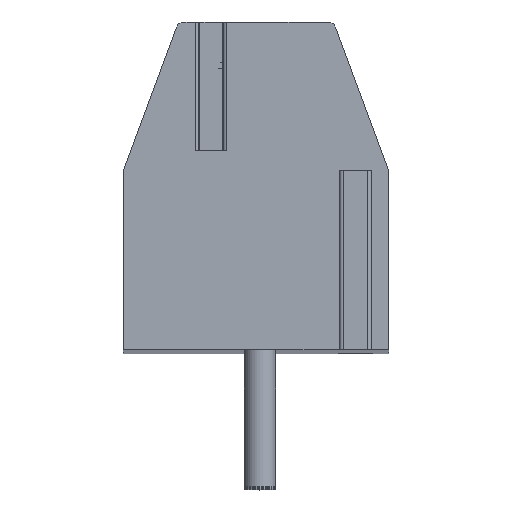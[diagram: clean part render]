
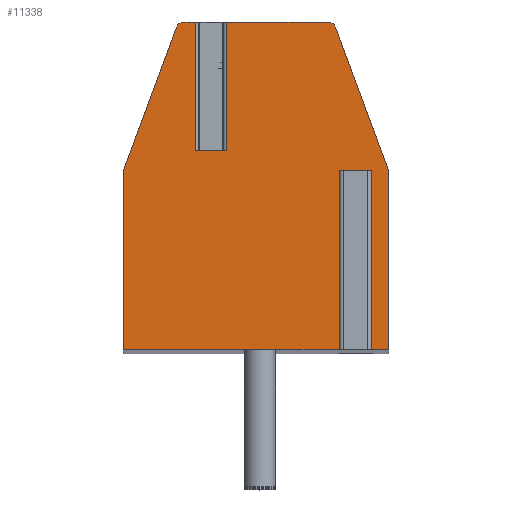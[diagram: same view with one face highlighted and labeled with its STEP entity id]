
A CAD part, top view. The second image highlights one B-rep face of the part: STEP entity #11338.
In plain terms, the highlighted planar face has unit normal (0, 0, 1).
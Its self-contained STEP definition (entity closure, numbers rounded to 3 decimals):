
#1=DIRECTION('',(1.,0.,0.));
#2=VECTOR('',#1,0.796);
#3=CARTESIAN_POINT('',(-1.548,0.9,54.25));
#4=LINE('',#3,#2);
#5=DIRECTION('',(0.,1.,0.));
#6=VECTOR('',#5,3.3);
#7=CARTESIAN_POINT('',(-0.752,0.9,54.25));
#8=LINE('',#7,#6);
#9=DIRECTION('',(-1.,0.,0.));
#10=VECTOR('',#9,2.603);
#11=CARTESIAN_POINT('',(1.851,4.2,54.25));
#12=LINE('',#11,#10);
#13=CARTESIAN_POINT('',(1.851,4.,54.25));
#14=DIRECTION('',(0.,0.,1.));
#15=DIRECTION('',(0.938,0.348,0.));
#16=AXIS2_PLACEMENT_3D('',#13,#14,#15);
#18=DIRECTION('',(-0.348,0.938,0.));
#19=VECTOR('',#18,3.914);
#20=CARTESIAN_POINT('',(3.4,0.4,54.25));
#21=LINE('',#20,#19);
#22=DIRECTION('',(0.,1.,0.));
#23=VECTOR('',#22,4.6);
#24=CARTESIAN_POINT('',(3.4,-4.2,54.25));
#25=LINE('',#24,#23);
#26=DIRECTION('',(1.,0.,0.));
#27=VECTOR('',#26,0.634);
#28=CARTESIAN_POINT('',(2.766,-4.2,54.25));
#29=LINE('',#28,#27);
#30=DIRECTION('',(0.,1.,0.));
#31=VECTOR('',#30,4.6);
#32=CARTESIAN_POINT('',(2.766,-4.2,54.25));
#33=LINE('',#32,#31);
#34=DIRECTION('',(-1.,0.,0.));
#35=VECTOR('',#34,0.43);
#36=CARTESIAN_POINT('',(2.766,0.4,54.25));
#37=LINE('',#36,#35);
#38=DIRECTION('',(0.,1.,0.));
#39=VECTOR('',#38,4.6);
#40=CARTESIAN_POINT('',(2.336,-4.2,54.25));
#41=LINE('',#40,#39);
#42=DIRECTION('',(1.,0.,0.));
#43=VECTOR('',#42,5.736);
#44=CARTESIAN_POINT('',(-3.4,-4.2,54.25));
#45=LINE('',#44,#43);
#46=DIRECTION('',(0.,-1.,0.));
#47=VECTOR('',#46,4.6);
#48=CARTESIAN_POINT('',(-3.4,0.4,54.25));
#49=LINE('',#48,#47);
#50=DIRECTION('',(-0.348,-0.938,0.));
#51=VECTOR('',#50,3.914);
#52=CARTESIAN_POINT('',(-2.038,4.07,54.25));
#53=LINE('',#52,#51);
#54=CARTESIAN_POINT('',(-1.851,4.,54.25));
#55=DIRECTION('',(0.,0.,1.));
#56=DIRECTION('',(0.,1.,0.));
#57=AXIS2_PLACEMENT_3D('',#54,#55,#56);
#59=DIRECTION('',(-1.,0.,0.));
#60=VECTOR('',#59,0.303);
#61=CARTESIAN_POINT('',(-1.548,4.2,54.25));
#62=LINE('',#61,#60);
#63=DIRECTION('',(0.,1.,0.));
#64=VECTOR('',#63,3.3);
#65=CARTESIAN_POINT('',(-1.548,0.9,54.25));
#66=LINE('',#65,#64);
#8861=CARTESIAN_POINT('',(-1.851,4.2,54.25));
#8862=CARTESIAN_POINT('',(-2.038,4.07,54.25));
#8863=VERTEX_POINT('',#8861);
#8864=VERTEX_POINT('',#8862);
#8865=CARTESIAN_POINT('',(-3.4,0.4,54.25));
#8866=VERTEX_POINT('',#8865);
#8867=CARTESIAN_POINT('',(-3.4,-4.2,54.25));
#8868=VERTEX_POINT('',#8867);
#8869=CARTESIAN_POINT('',(3.4,-4.2,54.25));
#8870=CARTESIAN_POINT('',(3.4,0.4,54.25));
#8871=VERTEX_POINT('',#8869);
#8872=VERTEX_POINT('',#8870);
#8873=CARTESIAN_POINT('',(2.038,4.07,54.25));
#8874=VERTEX_POINT('',#8873);
#8875=CARTESIAN_POINT('',(1.851,4.2,54.25));
#8876=VERTEX_POINT('',#8875);
#8917=CARTESIAN_POINT('',(2.766,0.4,54.25));
#8918=CARTESIAN_POINT('',(2.336,0.4,54.25));
#8919=VERTEX_POINT('',#8917);
#8920=VERTEX_POINT('',#8918);
#8921=CARTESIAN_POINT('',(2.336,-4.2,54.25));
#8922=VERTEX_POINT('',#8921);
#8923=CARTESIAN_POINT('',(2.766,-4.2,54.25));
#8924=VERTEX_POINT('',#8923);
#8985=CARTESIAN_POINT('',(-1.548,0.9,54.25));
#8986=CARTESIAN_POINT('',(-0.752,0.9,54.25));
#8987=VERTEX_POINT('',#8985);
#8988=VERTEX_POINT('',#8986);
#8989=CARTESIAN_POINT('',(-1.548,4.2,54.25));
#8990=VERTEX_POINT('',#8989);
#8991=CARTESIAN_POINT('',(-0.752,4.2,54.25));
#8992=VERTEX_POINT('',#8991);
#11299=CARTESIAN_POINT('',(0.,0.,54.25));
#11300=DIRECTION('',(0.,0.,1.));
#11301=DIRECTION('',(1.,0.,0.));
#11302=AXIS2_PLACEMENT_3D('',#11299,#11300,#11301);
#11303=PLANE('',#11302);
#11305=ORIENTED_EDGE('',*,*,#11304,.T.);
#11307=ORIENTED_EDGE('',*,*,#11306,.T.);
#11309=ORIENTED_EDGE('',*,*,#11308,.F.);
#11311=ORIENTED_EDGE('',*,*,#11310,.F.);
#11313=ORIENTED_EDGE('',*,*,#11312,.F.);
#11315=ORIENTED_EDGE('',*,*,#11314,.F.);
#11317=ORIENTED_EDGE('',*,*,#11316,.F.);
#11319=ORIENTED_EDGE('',*,*,#11318,.T.);
#11321=ORIENTED_EDGE('',*,*,#11320,.T.);
#11323=ORIENTED_EDGE('',*,*,#11322,.F.);
#11325=ORIENTED_EDGE('',*,*,#11324,.F.);
#11327=ORIENTED_EDGE('',*,*,#11326,.F.);
#11329=ORIENTED_EDGE('',*,*,#11328,.F.);
#11331=ORIENTED_EDGE('',*,*,#11330,.F.);
#11333=ORIENTED_EDGE('',*,*,#11332,.F.);
#11335=ORIENTED_EDGE('',*,*,#11334,.F.);
#11336=EDGE_LOOP('',(#11305,#11307,#11309,#11311,#11313,#11315,#11317,#11319,
#11321,#11323,#11325,#11327,#11329,#11331,#11333,#11335));
#11337=FACE_OUTER_BOUND('',#11336,.F.);
#11338=ADVANCED_FACE('',(#11337),#11303,.T.);
#17=CIRCLE('',#16,0.2);
#58=CIRCLE('',#57,0.2);
#11304=EDGE_CURVE('',#8987,#8988,#4,.T.);
#11306=EDGE_CURVE('',#8988,#8992,#8,.T.);
#11308=EDGE_CURVE('',#8876,#8992,#12,.T.);
#11310=EDGE_CURVE('',#8874,#8876,#17,.T.);
#11312=EDGE_CURVE('',#8872,#8874,#21,.T.);
#11314=EDGE_CURVE('',#8871,#8872,#25,.T.);
#11316=EDGE_CURVE('',#8924,#8871,#29,.T.);
#11318=EDGE_CURVE('',#8924,#8919,#33,.T.);
#11320=EDGE_CURVE('',#8919,#8920,#37,.T.);
#11322=EDGE_CURVE('',#8922,#8920,#41,.T.);
#11324=EDGE_CURVE('',#8868,#8922,#45,.T.);
#11326=EDGE_CURVE('',#8866,#8868,#49,.T.);
#11328=EDGE_CURVE('',#8864,#8866,#53,.T.);
#11330=EDGE_CURVE('',#8863,#8864,#58,.T.);
#11332=EDGE_CURVE('',#8990,#8863,#62,.T.);
#11334=EDGE_CURVE('',#8987,#8990,#66,.T.);
